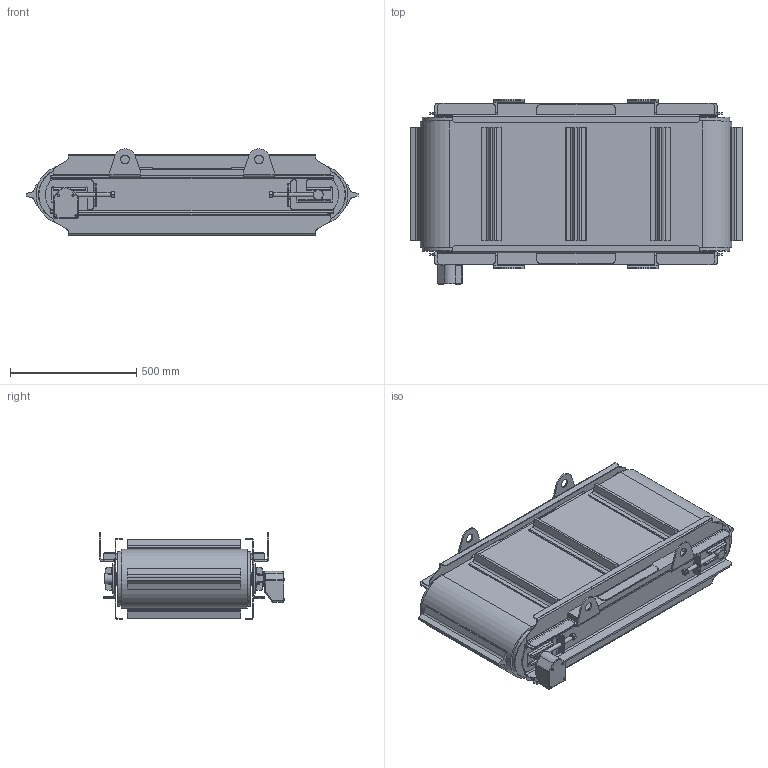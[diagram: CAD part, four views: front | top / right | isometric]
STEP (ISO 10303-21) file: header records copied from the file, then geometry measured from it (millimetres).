
FILE_DESCRIPTION(/* description */ (''),/* implementation_level */ '2;1');
FILE_NAME(/* name */ 'SAPB060520.stp',/* time_stamp */ '2021-05-12T15:13:17+02:00',/* author */ ('tt'),/* organization */ (''),/* preprocessor_version */ 'ST-DEVELOPER v18.1',/* originating_system */ 'Autodesk Inventor 2021',/* authorisation */ '');
FILE_SCHEMA (('AUTOMOTIVE_DESIGN { 1 0 10303 214 3 1 1 }'));
Length unit declared in the file: millimetre
Products named in the file (1): SAPB060520
Bounding box: 1315.5 x 734.5 x 342.35 mm (x, y, z)
Volume: 154790816 mm3; surface area: 4541714.8 mm2
Topology: 1 solids, 1 shells, 777 faces, 2093 edges, 1330 vertices
Faces by surface type: plane 376, cylinder 331, cone 43, bspline 18, torus 7, sphere 2
Full cylindrical faces by diameter (mm): 8 x4, 14.917 x4, 16 x8, 22 x4, 35 x4, 40 x7, 50 x4, 217 x4
Entity records: 26004 total; most frequent: CARTESIAN_POINT 5277, DIRECTION 4243, ORIENTED_EDGE 4178, EDGE_CURVE 2089, AXIS2_PLACEMENT_3D 1485, VERTEX_POINT 1330, LINE 1273, VECTOR 1273
